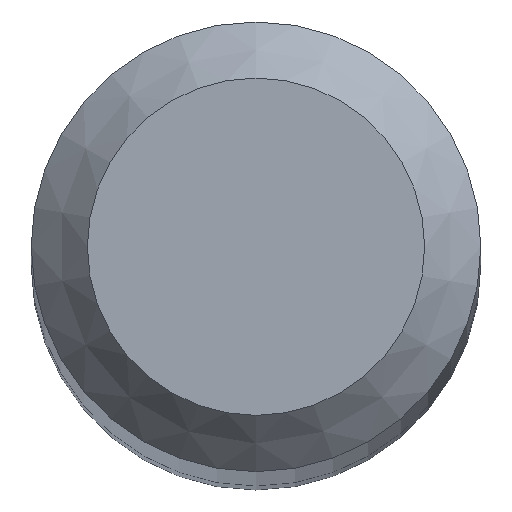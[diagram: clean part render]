
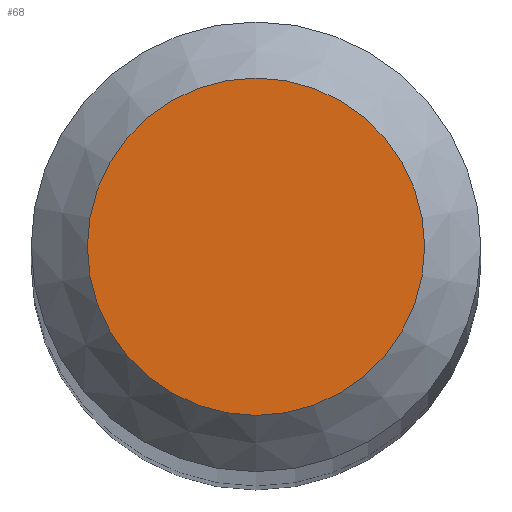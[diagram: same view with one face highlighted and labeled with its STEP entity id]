
A CAD part, top view. The second image highlights one B-rep face of the part: STEP entity #68.
In plain terms, the highlighted planar face has unit normal (0, 0, 1).
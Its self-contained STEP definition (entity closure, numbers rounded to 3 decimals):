
#7 = AXIS2_PLACEMENT_3D ( 'NONE', #10, #184, #172 ) ;
#10 = CARTESIAN_POINT ( 'NONE',  ( 0., 0., 38. ) ) ;
#14 = PLANE ( 'NONE',  #15 ) ;
#15 = AXIS2_PLACEMENT_3D ( 'NONE', #102, #79, #175 ) ;
#50 = ORIENTED_EDGE ( 'NONE', *, *, #111, .F. ) ;
#56 = CARTESIAN_POINT ( 'NONE',  ( 0., 0.6, 38. ) ) ;
#68 = ADVANCED_FACE ( 'NONE', ( #152 ), #14, .F. ) ;
#79 = DIRECTION ( 'NONE',  ( 0., 0., -1. ) ) ;
#82 = VERTEX_POINT ( 'NONE', #56 ) ;
#96 = EDGE_LOOP ( 'NONE', ( #50 ) ) ;
#102 = CARTESIAN_POINT ( 'NONE',  ( 0., 0., 38. ) ) ;
#111 = EDGE_CURVE ( 'NONE', #82, #82, #192, .T. ) ;
#152 = FACE_OUTER_BOUND ( 'NONE', #96, .T. ) ;
#172 = DIRECTION ( 'NONE',  ( 0., 1., 0. ) ) ;
#175 = DIRECTION ( 'NONE',  ( 0., 1., 0. ) ) ;
#184 = DIRECTION ( 'NONE',  ( 0., 0., -1. ) ) ;
#192 = CIRCLE ( 'NONE', #7, 0.6 ) ;
